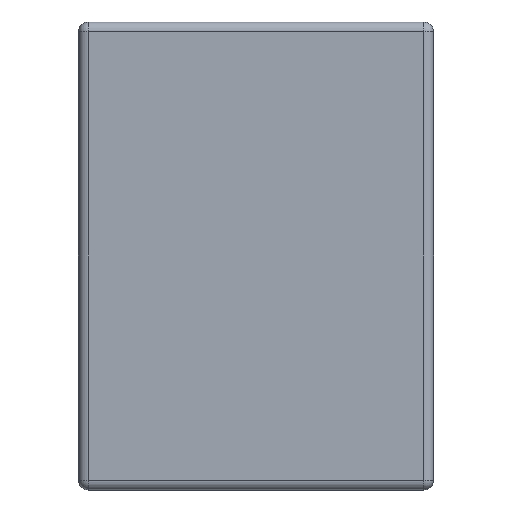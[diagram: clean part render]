
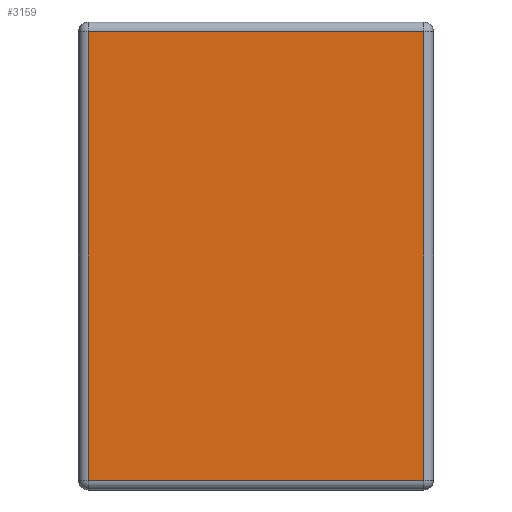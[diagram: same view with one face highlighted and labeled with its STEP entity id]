
A CAD part, left-side view. The second image highlights one B-rep face of the part: STEP entity #3159.
In plain terms, the highlighted planar face has unit normal (-1, 0, 0).
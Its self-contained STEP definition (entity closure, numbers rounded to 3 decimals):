
#235 = CARTESIAN_POINT ( 'NONE',  ( 0., 0.03, -0.03 ) ) ;
#296 = CARTESIAN_POINT ( 'NONE',  ( 0., 0.03, 0. ) ) ;
#1047 = DIRECTION ( 'NONE',  ( 0., 0., 1. ) ) ;
#1056 = VECTOR ( 'NONE', #3029, 1000. ) ;
#1239 = DIRECTION ( 'NONE',  ( 0., 0., 1. ) ) ;
#1413 = LINE ( 'NONE', #3000, #1056 ) ;
#1457 = LINE ( 'NONE', #296, #3498 ) ;
#1501 = CARTESIAN_POINT ( 'NONE',  ( 0., 0., -1.42 ) ) ;
#1613 = ORIENTED_EDGE ( 'NONE', *, *, #3587, .T. ) ;
#1653 = CARTESIAN_POINT ( 'NONE',  ( 0., 0., 0. ) ) ;
#1758 = AXIS2_PLACEMENT_3D ( 'NONE', #1653, #2010, #1239 ) ;
#2010 = DIRECTION ( 'NONE',  ( -1., 0., 0. ) ) ;
#2094 = EDGE_CURVE ( 'NONE', #3890, #2530, #1457, .T. ) ;
#2199 = VECTOR ( 'NONE', #2936, 1000. ) ;
#2528 = LINE ( 'NONE', #1501, #2199 ) ;
#2530 = VERTEX_POINT ( 'NONE', #235 ) ;
#2649 = DIRECTION ( 'NONE',  ( 0., 1., 0. ) ) ;
#2873 = CARTESIAN_POINT ( 'NONE',  ( 0., 1.07, -0.03 ) ) ;
#2918 = PLANE ( 'NONE',  #1758 ) ;
#2936 = DIRECTION ( 'NONE',  ( 0., -1., 0. ) ) ;
#3000 = CARTESIAN_POINT ( 'NONE',  ( 0., 1.07, -1.45 ) ) ;
#3029 = DIRECTION ( 'NONE',  ( 0., 0., -1. ) ) ;
#3149 = ORIENTED_EDGE ( 'NONE', *, *, #3601, .T. ) ;
#3159 = ADVANCED_FACE ( 'NONE', ( #3448 ), #2918, .T. ) ;
#3183 = ORIENTED_EDGE ( 'NONE', *, *, #4058, .T. ) ;
#3381 = VECTOR ( 'NONE', #2649, 1000. ) ;
#3448 = FACE_OUTER_BOUND ( 'NONE', #3900, .T. ) ;
#3451 = CARTESIAN_POINT ( 'NONE',  ( 0., 0.03, -1.42 ) ) ;
#3498 = VECTOR ( 'NONE', #1047, 1000. ) ;
#3587 = EDGE_CURVE ( 'NONE', #4518, #4525, #1413, .T. ) ;
#3601 = EDGE_CURVE ( 'NONE', #2530, #4518, #4340, .T. ) ;
#3644 = CARTESIAN_POINT ( 'NONE',  ( 0., 1.07, -1.42 ) ) ;
#3890 = VERTEX_POINT ( 'NONE', #3451 ) ;
#3900 = EDGE_LOOP ( 'NONE', ( #3183, #3922, #3149, #1613 ) ) ;
#3922 = ORIENTED_EDGE ( 'NONE', *, *, #2094, .T. ) ;
#4058 = EDGE_CURVE ( 'NONE', #4525, #3890, #2528, .T. ) ;
#4340 = LINE ( 'NONE', #4469, #3381 ) ;
#4469 = CARTESIAN_POINT ( 'NONE',  ( 0., 1.1, -0.03 ) ) ;
#4518 = VERTEX_POINT ( 'NONE', #2873 ) ;
#4525 = VERTEX_POINT ( 'NONE', #3644 ) ;
